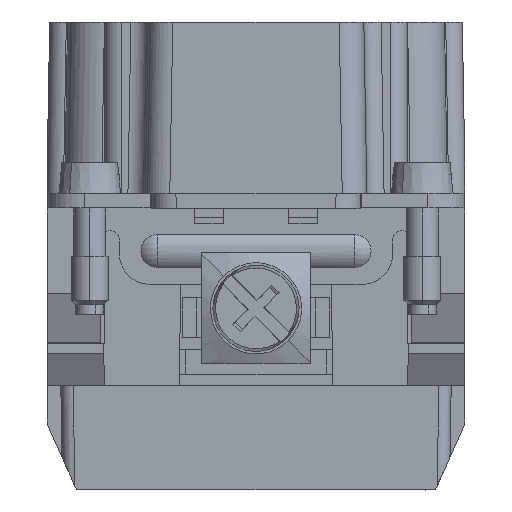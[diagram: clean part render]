
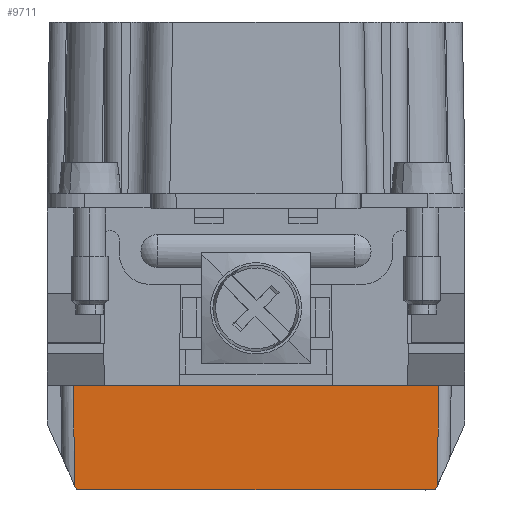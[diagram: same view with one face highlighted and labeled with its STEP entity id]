
A CAD part, front view. The second image highlights one B-rep face of the part: STEP entity #9711.
In plain terms, the highlighted planar face has unit normal (0, -1, -0.009).
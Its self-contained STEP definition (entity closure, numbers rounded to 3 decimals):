
#9675=AXIS2_PLACEMENT_3D('Plane Axis2P3D',#9672,#9673,#9674) ;
#122=CARTESIAN_POINT('Vertex',(2.383,13.076,0.)) ;
#125=CARTESIAN_POINT('Line Origine',(2.313,13.075,0.159)) ;
#129=CARTESIAN_POINT('Vertex',(2.242,13.074,0.317)) ;
#1308=CARTESIAN_POINT('Vertex',(31.517,13.076,0.)) ;
#1311=CARTESIAN_POINT('Line Origine',(16.95,13.076,0.)) ;
#9672=CARTESIAN_POINT('Axis2P3D Location',(152.296,13.003,8.45)) ;
#9677=CARTESIAN_POINT('Line Origine',(31.729,13.038,4.384)) ;
#9681=CARTESIAN_POINT('Vertex',(31.8,13.003,8.45)) ;
#9683=CARTESIAN_POINT('Vertex',(31.658,13.074,0.317)) ;
#9686=CARTESIAN_POINT('Line Origine',(16.95,13.003,8.45)) ;
#9690=CARTESIAN_POINT('Vertex',(2.1,13.003,8.45)) ;
#9693=CARTESIAN_POINT('Line Origine',(2.171,13.038,4.384)) ;
#9698=CARTESIAN_POINT('Line Origine',(31.587,13.075,0.159)) ;
#126=DIRECTION('Vector Direction',(0.407,0.008,-0.914)) ;
#1312=DIRECTION('Vector Direction',(-1.,0.,0.)) ;
#9673=DIRECTION('Axis2P3D Direction',(0.,1.,0.009)) ;
#9674=DIRECTION('Axis2P3D XDirection',(0.,-0.009,1.)) ;
#9678=DIRECTION('Vector Direction',(-0.017,0.009,-1.)) ;
#9687=DIRECTION('Vector Direction',(-1.,0.,0.)) ;
#9694=DIRECTION('Vector Direction',(0.017,0.009,-1.)) ;
#9699=DIRECTION('Vector Direction',(0.407,-0.008,0.914)) ;
#127=VECTOR('Line Direction',#126,1.) ;
#1313=VECTOR('Line Direction',#1312,1.) ;
#9679=VECTOR('Line Direction',#9678,1.) ;
#9688=VECTOR('Line Direction',#9687,1.) ;
#9695=VECTOR('Line Direction',#9694,1.) ;
#9700=VECTOR('Line Direction',#9699,1.) ;
#9704=ORIENTED_EDGE('',*,*,#9685,.F.) ;
#9705=ORIENTED_EDGE('',*,*,#9692,.T.) ;
#9706=ORIENTED_EDGE('',*,*,#9697,.T.) ;
#9707=ORIENTED_EDGE('',*,*,#131,.T.) ;
#9708=ORIENTED_EDGE('',*,*,#1315,.F.) ;
#9709=ORIENTED_EDGE('',*,*,#9702,.T.) ;
#9711=ADVANCED_FACE('Hauptkoerper',(#9710),#9676,.F.) ;
#131=EDGE_CURVE('',#130,#123,#128,.T.) ;
#1315=EDGE_CURVE('',#1309,#123,#1314,.T.) ;
#9685=EDGE_CURVE('',#9682,#9684,#9680,.T.) ;
#9692=EDGE_CURVE('',#9682,#9691,#9689,.T.) ;
#9697=EDGE_CURVE('',#9691,#130,#9696,.T.) ;
#9702=EDGE_CURVE('',#1309,#9684,#9701,.T.) ;
#9703=EDGE_LOOP('',(#9704,#9705,#9706,#9707,#9708,#9709)) ;
#9710=FACE_OUTER_BOUND('',#9703,.T.) ;
#128=LINE('Line',#125,#127) ;
#1314=LINE('Line',#1311,#1313) ;
#9680=LINE('Line',#9677,#9679) ;
#9689=LINE('Line',#9686,#9688) ;
#9696=LINE('Line',#9693,#9695) ;
#9701=LINE('Line',#9698,#9700) ;
#9676=PLANE('',#9675) ;
#123=VERTEX_POINT('',#122) ;
#130=VERTEX_POINT('',#129) ;
#1309=VERTEX_POINT('',#1308) ;
#9682=VERTEX_POINT('',#9681) ;
#9684=VERTEX_POINT('',#9683) ;
#9691=VERTEX_POINT('',#9690) ;
